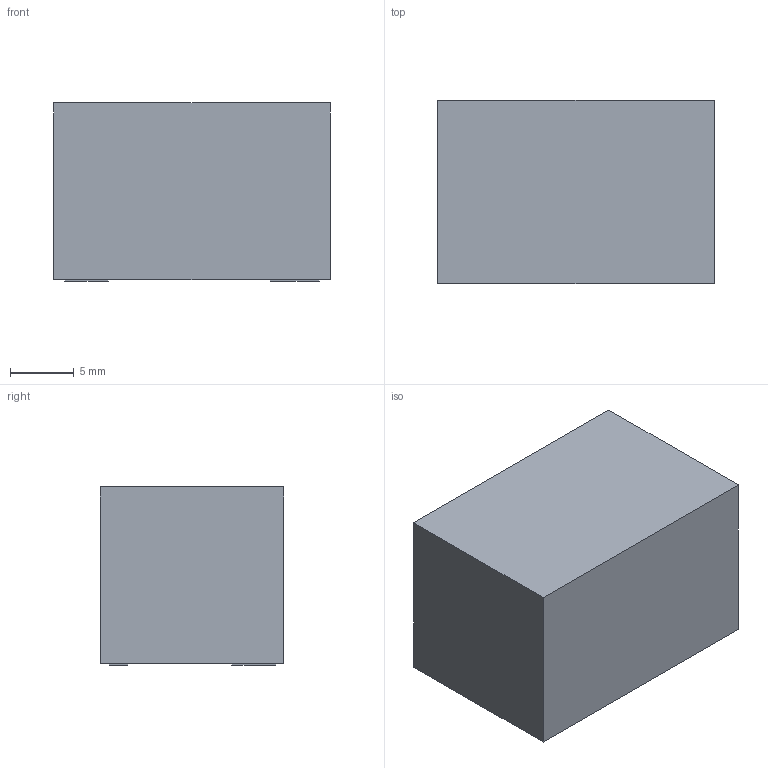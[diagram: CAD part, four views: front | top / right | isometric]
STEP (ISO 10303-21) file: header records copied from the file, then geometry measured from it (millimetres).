
FILE_DESCRIPTION(('FreeCAD Model'),'2;1');
FILE_NAME('17230544.1.5.stp','2023-04-13T07:23:57',( 'Author'),(''),'Open CASCADE STEP processor 6.9','FreeCAD','Unknown' );
FILE_SCHEMA(('AUTOMOTIVE_DESIGN { 1 0 10303 214 1 1 1 1 }'));
Length unit declared in the file: millimetre
Products named in the file (3): ASSEMBLY; Body; Pins
Assembly tree (2 placements, depth 2):
  ASSEMBLY
    Body
    Pins
Bounding box: 21.71 x 14.42 x 14 mm (x, y, z)
Volume: 4354 mm3; surface area: 1685.9 mm2
Topology: 6 solids, 6 shells, 36 faces, 72 edges, 48 vertices
Faces by surface type: plane 36
Entity records: 1946 total; most frequent: CARTESIAN_POINT 303, DIRECTION 294, LINE 216, VECTOR 216, ORIENTED_EDGE 144, PCURVE 144, DEFINITIONAL_REPRESENTATION 144, EDGE_CURVE 72
